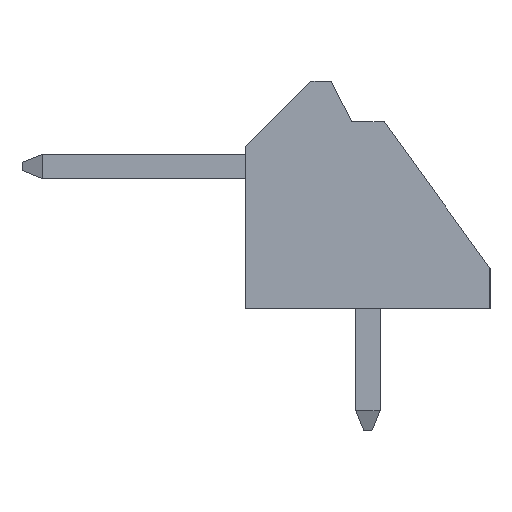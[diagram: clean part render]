
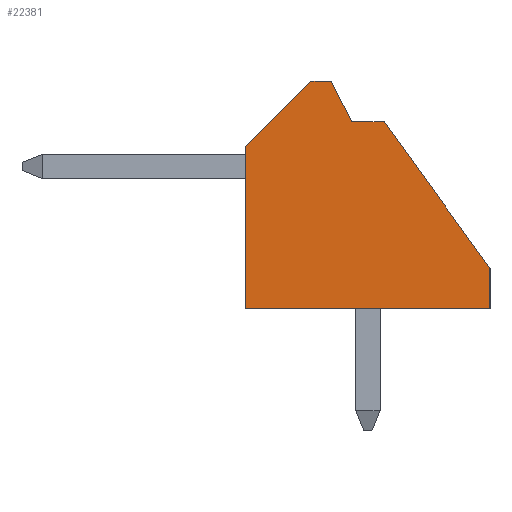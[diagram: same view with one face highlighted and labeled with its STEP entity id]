
A CAD part, left-side view. The second image highlights one B-rep face of the part: STEP entity #22381.
In plain terms, the highlighted planar face has unit normal (-1, 0, 0).
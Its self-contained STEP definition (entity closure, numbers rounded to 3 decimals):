
#22114 = VERTEX_POINT('',#22115);
#22115 = CARTESIAN_POINT('',(-1.25,0.4,4.6));
#22124 = PLANE('',#22125);
#22125 = AXIS2_PLACEMENT_3D('',#22126,#22127,#22128);
#22126 = CARTESIAN_POINT('',(-1.25,0.4,4.6));
#22127 = DIRECTION('',(0.,0.,-1.));
#22128 = DIRECTION('',(0.,-1.,0.));
#22136 = PLANE('',#22137);
#22137 = AXIS2_PLACEMENT_3D('',#22138,#22139,#22140);
#22138 = CARTESIAN_POINT('',(-1.25,0.4,4.6));
#22139 = DIRECTION('',(0.,-0.894,0.447));
#22140 = DIRECTION('',(0.,0.447,0.894));
#22177 = VERTEX_POINT('',#22178);
#22178 = CARTESIAN_POINT('',(-1.25,-0.4,4.6));
#22192 = PLANE('',#22193);
#22193 = AXIS2_PLACEMENT_3D('',#22194,#22195,#22196);
#22194 = CARTESIAN_POINT('',(-1.25,-0.4,4.6));
#22195 = DIRECTION('',(0.,0.811,-0.585));
#22196 = DIRECTION('',(0.,-0.585,-0.811));
#22204 = EDGE_CURVE('',#22114,#22177,#22205,.T.);
#22205 = SURFACE_CURVE('',#22206,(#22210,#22217),.PCURVE_S1.);
#22206 = LINE('',#22207,#22208);
#22207 = CARTESIAN_POINT('',(-1.25,0.4,4.6));
#22208 = VECTOR('',#22209,1.);
#22209 = DIRECTION('',(0.,-1.,0.));
#22210 = PCURVE('',#22124,#22211);
#22211 = DEFINITIONAL_REPRESENTATION('',(#22212),#22216);
#22212 = LINE('',#22213,#22214);
#22213 = CARTESIAN_POINT('',(0.,-0.));
#22214 = VECTOR('',#22215,1.);
#22215 = DIRECTION('',(1.,0.));
#22216 = ( GEOMETRIC_REPRESENTATION_CONTEXT(2) 
PARAMETRIC_REPRESENTATION_CONTEXT() REPRESENTATION_CONTEXT('2D SPACE',''
  ) );
#22217 = PCURVE('',#22218,#22223);
#22218 = PLANE('',#22219);
#22219 = AXIS2_PLACEMENT_3D('',#22220,#22221,#22222);
#22220 = CARTESIAN_POINT('',(-1.25,0.384,2.186));
#22221 = DIRECTION('',(1.,0.,0.));
#22222 = DIRECTION('',(0.,0.,1.));
#22223 = DEFINITIONAL_REPRESENTATION('',(#22224),#22228);
#22224 = LINE('',#22225,#22226);
#22225 = CARTESIAN_POINT('',(2.414,-0.016));
#22226 = VECTOR('',#22227,1.);
#22227 = DIRECTION('',(0.,1.));
#22228 = ( GEOMETRIC_REPRESENTATION_CONTEXT(2) 
PARAMETRIC_REPRESENTATION_CONTEXT() REPRESENTATION_CONTEXT('2D SPACE',''
  ) );
#22258 = VERTEX_POINT('',#22259);
#22259 = CARTESIAN_POINT('',(-1.25,0.9,5.6));
#22273 = PLANE('',#22274);
#22274 = AXIS2_PLACEMENT_3D('',#22275,#22276,#22277);
#22275 = CARTESIAN_POINT('',(-1.25,1.4,5.6));
#22276 = DIRECTION('',(0.,0.,-1.));
#22277 = DIRECTION('',(0.,-1.,0.));
#22285 = EDGE_CURVE('',#22114,#22258,#22286,.T.);
#22286 = SURFACE_CURVE('',#22287,(#22291,#22298),.PCURVE_S1.);
#22287 = LINE('',#22288,#22289);
#22288 = CARTESIAN_POINT('',(-1.25,0.4,4.6));
#22289 = VECTOR('',#22290,1.);
#22290 = DIRECTION('',(0.,0.447,0.894));
#22291 = PCURVE('',#22136,#22292);
#22292 = DEFINITIONAL_REPRESENTATION('',(#22293),#22297);
#22293 = LINE('',#22294,#22295);
#22294 = CARTESIAN_POINT('',(0.,0.));
#22295 = VECTOR('',#22296,1.);
#22296 = DIRECTION('',(1.,0.));
#22297 = ( GEOMETRIC_REPRESENTATION_CONTEXT(2) 
PARAMETRIC_REPRESENTATION_CONTEXT() REPRESENTATION_CONTEXT('2D SPACE',''
  ) );
#22298 = PCURVE('',#22218,#22299);
#22299 = DEFINITIONAL_REPRESENTATION('',(#22300),#22304);
#22300 = LINE('',#22301,#22302);
#22301 = CARTESIAN_POINT('',(2.414,-0.016));
#22302 = VECTOR('',#22303,1.);
#22303 = DIRECTION('',(0.894,-0.447));
#22304 = ( GEOMETRIC_REPRESENTATION_CONTEXT(2) 
PARAMETRIC_REPRESENTATION_CONTEXT() REPRESENTATION_CONTEXT('2D SPACE',''
  ) );
#22334 = VERTEX_POINT('',#22335);
#22335 = CARTESIAN_POINT('',(-1.25,-3.,1.));
#22349 = PLANE('',#22350);
#22350 = AXIS2_PLACEMENT_3D('',#22351,#22352,#22353);
#22351 = CARTESIAN_POINT('',(-1.25,-3.,1.));
#22352 = DIRECTION('',(0.,1.,0.));
#22353 = DIRECTION('',(0.,0.,-1.));
#22361 = EDGE_CURVE('',#22177,#22334,#22362,.T.);
#22362 = SURFACE_CURVE('',#22363,(#22367,#22374),.PCURVE_S1.);
#22363 = LINE('',#22364,#22365);
#22364 = CARTESIAN_POINT('',(-1.25,-0.4,4.6));
#22365 = VECTOR('',#22366,1.);
#22366 = DIRECTION('',(0.,-0.585,-0.811));
#22367 = PCURVE('',#22192,#22368);
#22368 = DEFINITIONAL_REPRESENTATION('',(#22369),#22373);
#22369 = LINE('',#22370,#22371);
#22370 = CARTESIAN_POINT('',(0.,0.));
#22371 = VECTOR('',#22372,1.);
#22372 = DIRECTION('',(1.,0.));
#22373 = ( GEOMETRIC_REPRESENTATION_CONTEXT(2) 
PARAMETRIC_REPRESENTATION_CONTEXT() REPRESENTATION_CONTEXT('2D SPACE',''
  ) );
#22374 = PCURVE('',#22218,#22375);
#22375 = DEFINITIONAL_REPRESENTATION('',(#22376),#22380);
#22376 = LINE('',#22377,#22378);
#22377 = CARTESIAN_POINT('',(2.414,0.784));
#22378 = VECTOR('',#22379,1.);
#22379 = DIRECTION('',(-0.811,0.585));
#22380 = ( GEOMETRIC_REPRESENTATION_CONTEXT(2) 
PARAMETRIC_REPRESENTATION_CONTEXT() REPRESENTATION_CONTEXT('2D SPACE',''
  ) );
#22381 = ADVANCED_FACE('',(#22382),#22218,.F.);
#22382 = FACE_BOUND('',#22383,.F.);
#22383 = EDGE_LOOP('',(#22384,#22385,#22386,#22409,#22437,#22465,#22493,
    #22514));
#22384 = ORIENTED_EDGE('',*,*,#22204,.T.);
#22385 = ORIENTED_EDGE('',*,*,#22361,.T.);
#22386 = ORIENTED_EDGE('',*,*,#22387,.T.);
#22387 = EDGE_CURVE('',#22334,#22388,#22390,.T.);
#22388 = VERTEX_POINT('',#22389);
#22389 = CARTESIAN_POINT('',(-1.25,-3.,0.));
#22390 = SURFACE_CURVE('',#22391,(#22395,#22402),.PCURVE_S1.);
#22391 = LINE('',#22392,#22393);
#22392 = CARTESIAN_POINT('',(-1.25,-3.,1.));
#22393 = VECTOR('',#22394,1.);
#22394 = DIRECTION('',(0.,0.,-1.));
#22395 = PCURVE('',#22218,#22396);
#22396 = DEFINITIONAL_REPRESENTATION('',(#22397),#22401);
#22397 = LINE('',#22398,#22399);
#22398 = CARTESIAN_POINT('',(-1.186,3.384));
#22399 = VECTOR('',#22400,1.);
#22400 = DIRECTION('',(-1.,0.));
#22401 = ( GEOMETRIC_REPRESENTATION_CONTEXT(2) 
PARAMETRIC_REPRESENTATION_CONTEXT() REPRESENTATION_CONTEXT('2D SPACE',''
  ) );
#22402 = PCURVE('',#22349,#22403);
#22403 = DEFINITIONAL_REPRESENTATION('',(#22404),#22408);
#22404 = LINE('',#22405,#22406);
#22405 = CARTESIAN_POINT('',(0.,0.));
#22406 = VECTOR('',#22407,1.);
#22407 = DIRECTION('',(1.,0.));
#22408 = ( GEOMETRIC_REPRESENTATION_CONTEXT(2) 
PARAMETRIC_REPRESENTATION_CONTEXT() REPRESENTATION_CONTEXT('2D SPACE',''
  ) );
#22409 = ORIENTED_EDGE('',*,*,#22410,.T.);
#22410 = EDGE_CURVE('',#22388,#22411,#22413,.T.);
#22411 = VERTEX_POINT('',#22412);
#22412 = CARTESIAN_POINT('',(-1.25,3.,0.));
#22413 = SURFACE_CURVE('',#22414,(#22418,#22425),.PCURVE_S1.);
#22414 = LINE('',#22415,#22416);
#22415 = CARTESIAN_POINT('',(-1.25,-3.,0.));
#22416 = VECTOR('',#22417,1.);
#22417 = DIRECTION('',(0.,1.,0.));
#22418 = PCURVE('',#22218,#22419);
#22419 = DEFINITIONAL_REPRESENTATION('',(#22420),#22424);
#22420 = LINE('',#22421,#22422);
#22421 = CARTESIAN_POINT('',(-2.186,3.384));
#22422 = VECTOR('',#22423,1.);
#22423 = DIRECTION('',(0.,-1.));
#22424 = ( GEOMETRIC_REPRESENTATION_CONTEXT(2) 
PARAMETRIC_REPRESENTATION_CONTEXT() REPRESENTATION_CONTEXT('2D SPACE',''
  ) );
#22425 = PCURVE('',#22426,#22431);
#22426 = PLANE('',#22427);
#22427 = AXIS2_PLACEMENT_3D('',#22428,#22429,#22430);
#22428 = CARTESIAN_POINT('',(-1.25,-3.,0.));
#22429 = DIRECTION('',(0.,0.,1.));
#22430 = DIRECTION('',(0.,1.,0.));
#22431 = DEFINITIONAL_REPRESENTATION('',(#22432),#22436);
#22432 = LINE('',#22433,#22434);
#22433 = CARTESIAN_POINT('',(0.,0.));
#22434 = VECTOR('',#22435,1.);
#22435 = DIRECTION('',(1.,0.));
#22436 = ( GEOMETRIC_REPRESENTATION_CONTEXT(2) 
PARAMETRIC_REPRESENTATION_CONTEXT() REPRESENTATION_CONTEXT('2D SPACE',''
  ) );
#22437 = ORIENTED_EDGE('',*,*,#22438,.T.);
#22438 = EDGE_CURVE('',#22411,#22439,#22441,.T.);
#22439 = VERTEX_POINT('',#22440);
#22440 = CARTESIAN_POINT('',(-1.25,3.,4.));
#22441 = SURFACE_CURVE('',#22442,(#22446,#22453),.PCURVE_S1.);
#22442 = LINE('',#22443,#22444);
#22443 = CARTESIAN_POINT('',(-1.25,3.,0.));
#22444 = VECTOR('',#22445,1.);
#22445 = DIRECTION('',(0.,0.,1.));
#22446 = PCURVE('',#22218,#22447);
#22447 = DEFINITIONAL_REPRESENTATION('',(#22448),#22452);
#22448 = LINE('',#22449,#22450);
#22449 = CARTESIAN_POINT('',(-2.186,-2.616));
#22450 = VECTOR('',#22451,1.);
#22451 = DIRECTION('',(1.,0.));
#22452 = ( GEOMETRIC_REPRESENTATION_CONTEXT(2) 
PARAMETRIC_REPRESENTATION_CONTEXT() REPRESENTATION_CONTEXT('2D SPACE',''
  ) );
#22453 = PCURVE('',#22454,#22459);
#22454 = PLANE('',#22455);
#22455 = AXIS2_PLACEMENT_3D('',#22456,#22457,#22458);
#22456 = CARTESIAN_POINT('',(-1.25,3.,0.));
#22457 = DIRECTION('',(0.,-1.,0.));
#22458 = DIRECTION('',(0.,0.,1.));
#22459 = DEFINITIONAL_REPRESENTATION('',(#22460),#22464);
#22460 = LINE('',#22461,#22462);
#22461 = CARTESIAN_POINT('',(0.,0.));
#22462 = VECTOR('',#22463,1.);
#22463 = DIRECTION('',(1.,0.));
#22464 = ( GEOMETRIC_REPRESENTATION_CONTEXT(2) 
PARAMETRIC_REPRESENTATION_CONTEXT() REPRESENTATION_CONTEXT('2D SPACE',''
  ) );
#22465 = ORIENTED_EDGE('',*,*,#22466,.F.);
#22466 = EDGE_CURVE('',#22467,#22439,#22469,.T.);
#22467 = VERTEX_POINT('',#22468);
#22468 = CARTESIAN_POINT('',(-1.25,1.4,5.6));
#22469 = SURFACE_CURVE('',#22470,(#22474,#22481),.PCURVE_S1.);
#22470 = LINE('',#22471,#22472);
#22471 = CARTESIAN_POINT('',(-1.25,1.4,5.6));
#22472 = VECTOR('',#22473,1.);
#22473 = DIRECTION('',(0.,0.707,-0.707));
#22474 = PCURVE('',#22218,#22475);
#22475 = DEFINITIONAL_REPRESENTATION('',(#22476),#22480);
#22476 = LINE('',#22477,#22478);
#22477 = CARTESIAN_POINT('',(3.414,-1.016));
#22478 = VECTOR('',#22479,1.);
#22479 = DIRECTION('',(-0.707,-0.707));
#22480 = ( GEOMETRIC_REPRESENTATION_CONTEXT(2) 
PARAMETRIC_REPRESENTATION_CONTEXT() REPRESENTATION_CONTEXT('2D SPACE',''
  ) );
#22481 = PCURVE('',#22482,#22487);
#22482 = PLANE('',#22483);
#22483 = AXIS2_PLACEMENT_3D('',#22484,#22485,#22486);
#22484 = CARTESIAN_POINT('',(-1.25,1.4,5.6));
#22485 = DIRECTION('',(0.,0.707,0.707));
#22486 = DIRECTION('',(0.,0.707,-0.707));
#22487 = DEFINITIONAL_REPRESENTATION('',(#22488),#22492);
#22488 = LINE('',#22489,#22490);
#22489 = CARTESIAN_POINT('',(0.,0.));
#22490 = VECTOR('',#22491,1.);
#22491 = DIRECTION('',(1.,0.));
#22492 = ( GEOMETRIC_REPRESENTATION_CONTEXT(2) 
PARAMETRIC_REPRESENTATION_CONTEXT() REPRESENTATION_CONTEXT('2D SPACE',''
  ) );
#22493 = ORIENTED_EDGE('',*,*,#22494,.T.);
#22494 = EDGE_CURVE('',#22467,#22258,#22495,.T.);
#22495 = SURFACE_CURVE('',#22496,(#22500,#22507),.PCURVE_S1.);
#22496 = LINE('',#22497,#22498);
#22497 = CARTESIAN_POINT('',(-1.25,1.4,5.6));
#22498 = VECTOR('',#22499,1.);
#22499 = DIRECTION('',(0.,-1.,0.));
#22500 = PCURVE('',#22218,#22501);
#22501 = DEFINITIONAL_REPRESENTATION('',(#22502),#22506);
#22502 = LINE('',#22503,#22504);
#22503 = CARTESIAN_POINT('',(3.414,-1.016));
#22504 = VECTOR('',#22505,1.);
#22505 = DIRECTION('',(0.,1.));
#22506 = ( GEOMETRIC_REPRESENTATION_CONTEXT(2) 
PARAMETRIC_REPRESENTATION_CONTEXT() REPRESENTATION_CONTEXT('2D SPACE',''
  ) );
#22507 = PCURVE('',#22273,#22508);
#22508 = DEFINITIONAL_REPRESENTATION('',(#22509),#22513);
#22509 = LINE('',#22510,#22511);
#22510 = CARTESIAN_POINT('',(0.,-0.));
#22511 = VECTOR('',#22512,1.);
#22512 = DIRECTION('',(1.,0.));
#22513 = ( GEOMETRIC_REPRESENTATION_CONTEXT(2) 
PARAMETRIC_REPRESENTATION_CONTEXT() REPRESENTATION_CONTEXT('2D SPACE',''
  ) );
#22514 = ORIENTED_EDGE('',*,*,#22285,.F.);
